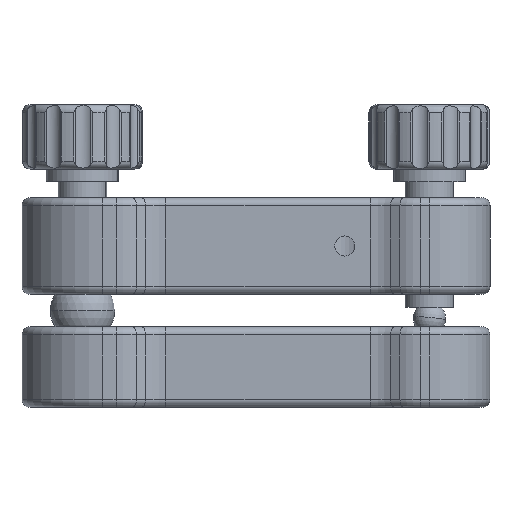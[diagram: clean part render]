
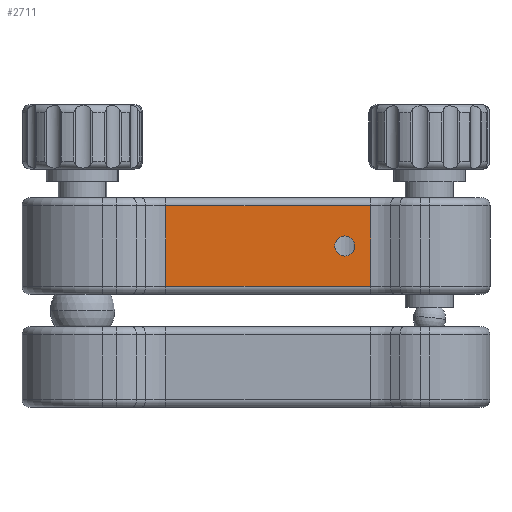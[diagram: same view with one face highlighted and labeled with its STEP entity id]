
A CAD part, front view. The second image highlights one B-rep face of the part: STEP entity #2711.
In plain terms, the highlighted planar face has unit normal (0, -1, 0).
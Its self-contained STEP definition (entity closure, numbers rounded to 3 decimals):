
#330 = CARTESIAN_POINT ( 'NONE',  ( -7.196, -23., 15. ) ) ;
#641 = CARTESIAN_POINT ( 'NONE',  ( 18.196, -23., 15. ) ) ;
#899 = PLANE ( 'NONE',  #13042 ) ;
#970 = DIRECTION ( 'NONE',  ( 0., 1., 0. ) ) ;
#1177 = VERTEX_POINT ( 'NONE', #19340 ) ;
#1248 = LINE ( 'NONE', #6511, #13493 ) ;
#1254 = VERTEX_POINT ( 'NONE', #330 ) ;
#1747 = DIRECTION ( 'NONE',  ( 0., -1., 0. ) ) ;
#1845 = CARTESIAN_POINT ( 'NONE',  ( -7.196, -23., 25. ) ) ;
#2664 = EDGE_CURVE ( 'NONE', #3946, #13883, #17485, .T. ) ;
#2711 = ADVANCED_FACE ( 'NONE', ( #14980, #19249 ), #899, .F. ) ;
#3519 = VECTOR ( 'NONE', #10834, 1000. ) ;
#3587 = EDGE_LOOP ( 'NONE', ( #10761, #16725, #5332, #18099 ) ) ;
#3602 = CARTESIAN_POINT ( 'NONE',  ( 15., -23., 21.25 ) ) ;
#3946 = VERTEX_POINT ( 'NONE', #3602 ) ;
#4068 = LINE ( 'NONE', #16477, #7816 ) ;
#4200 = ORIENTED_EDGE ( 'NONE', *, *, #20356, .F. ) ;
#5244 = LINE ( 'NONE', #1845, #8979 ) ;
#5332 = ORIENTED_EDGE ( 'NONE', *, *, #15635, .T. ) ;
#5545 = DIRECTION ( 'NONE',  ( 0., -1., 0. ) ) ;
#5794 = EDGE_CURVE ( 'NONE', #9226, #1254, #1248, .T. ) ;
#6511 = CARTESIAN_POINT ( 'NONE',  ( -7.196, -23., 14. ) ) ;
#6531 = CARTESIAN_POINT ( 'NONE',  ( -7.196, -23., 25. ) ) ;
#6869 = AXIS2_PLACEMENT_3D ( 'NONE', #15110, #5545, #16736 ) ;
#7105 = VERTEX_POINT ( 'NONE', #641 ) ;
#7816 = VECTOR ( 'NONE', #13161, 1000. ) ;
#8316 = EDGE_CURVE ( 'NONE', #1254, #7105, #4068, .T. ) ;
#8979 = VECTOR ( 'NONE', #16248, 1000. ) ;
#9226 = VERTEX_POINT ( 'NONE', #6531 ) ;
#9238 = CARTESIAN_POINT ( 'NONE',  ( 18.196, -23., 26. ) ) ;
#9922 = EDGE_CURVE ( 'NONE', #1177, #9226, #5244, .T. ) ;
#10576 = CARTESIAN_POINT ( 'NONE',  ( -12., -23., 14. ) ) ;
#10761 = ORIENTED_EDGE ( 'NONE', *, *, #5794, .T. ) ;
#10834 = DIRECTION ( 'NONE',  ( 0., 0., 1. ) ) ;
#11308 = CARTESIAN_POINT ( 'NONE',  ( 15., -23., 20. ) ) ;
#12052 = CIRCLE ( 'NONE', #19590, 1.25 ) ;
#12160 = DIRECTION ( 'NONE',  ( 0., 0., 1. ) ) ;
#12915 = DIRECTION ( 'NONE',  ( 0., 0., 1. ) ) ;
#13042 = AXIS2_PLACEMENT_3D ( 'NONE', #10576, #970, #12160 ) ;
#13161 = DIRECTION ( 'NONE',  ( 1., 0., 0. ) ) ;
#13493 = VECTOR ( 'NONE', #17676, 1000. ) ;
#13845 = CARTESIAN_POINT ( 'NONE',  ( 15., -23., 18.75 ) ) ;
#13883 = VERTEX_POINT ( 'NONE', #13845 ) ;
#14339 = ORIENTED_EDGE ( 'NONE', *, *, #2664, .F. ) ;
#14980 = FACE_OUTER_BOUND ( 'NONE', #3587, .T. ) ;
#15110 = CARTESIAN_POINT ( 'NONE',  ( 15., -23., 20. ) ) ;
#15635 = EDGE_CURVE ( 'NONE', #7105, #1177, #16268, .T. ) ;
#16248 = DIRECTION ( 'NONE',  ( -1., 0., 0. ) ) ;
#16268 = LINE ( 'NONE', #9238, #3519 ) ;
#16477 = CARTESIAN_POINT ( 'NONE',  ( -12., -23., 15. ) ) ;
#16725 = ORIENTED_EDGE ( 'NONE', *, *, #8316, .T. ) ;
#16736 = DIRECTION ( 'NONE',  ( 0., 0., 1. ) ) ;
#17485 = CIRCLE ( 'NONE', #6869, 1.25 ) ;
#17676 = DIRECTION ( 'NONE',  ( 0., 0., -1. ) ) ;
#17971 = EDGE_LOOP ( 'NONE', ( #4200, #14339 ) ) ;
#18099 = ORIENTED_EDGE ( 'NONE', *, *, #9922, .T. ) ;
#19249 = FACE_BOUND ( 'NONE', #17971, .T. ) ;
#19340 = CARTESIAN_POINT ( 'NONE',  ( 18.196, -23., 25. ) ) ;
#19590 = AXIS2_PLACEMENT_3D ( 'NONE', #11308, #1747, #12915 ) ;
#20356 = EDGE_CURVE ( 'NONE', #13883, #3946, #12052, .T. ) ;
